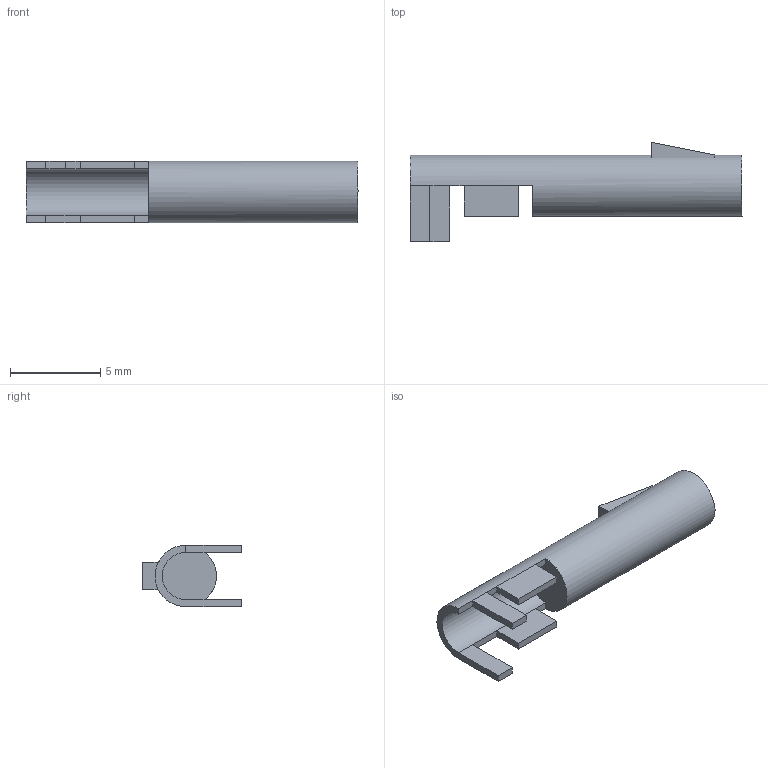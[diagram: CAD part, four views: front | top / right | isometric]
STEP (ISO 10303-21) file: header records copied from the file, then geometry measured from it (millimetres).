
FILE_DESCRIPTION(/* description */ (''),/* implementation_level */ '2;1');
FILE_NAME(/* name */ 'xn02 025 00xx xnxc001-04.stp',/* time_stamp */ '2021-09-28T13:46:29+02:00',/* author */ (''),/* organization */ (''),/* preprocessor_version */ 'ST-DEVELOPER v16.7',/* originating_system */ 'SIEMENS PLM Software NX 12.0',/* authorisation */ '');
FILE_SCHEMA (('AUTOMOTIVE_DESIGN { 1 0 10303 214 3 1 1 1 }'));
Length unit declared in the file: millimetre
Products named in the file (1): xn02 025 00xx xnxc001-04
Bounding box: 18.4 x 5.5 x 3.4 mm (x, y, z)
Volume: 77.6 mm3; surface area: 336.6 mm2
Topology: 1 solids, 1 shells, 36 faces, 88 edges, 55 vertices
Faces by surface type: plane 33, cylinder 3
Full cylindrical faces by diameter (mm): 2.5 x1, 3.4 x1
Entity records: 1039 total; most frequent: CARTESIAN_POINT 189, ORIENTED_EDGE 164, DIRECTION 160, EDGE_CURVE 82, LINE 70, VECTOR 70, VERTEX_POINT 52, AXIS2_PLACEMENT_3D 45
